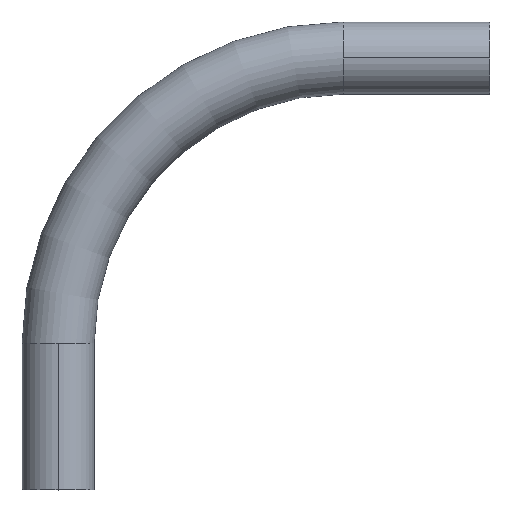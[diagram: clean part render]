
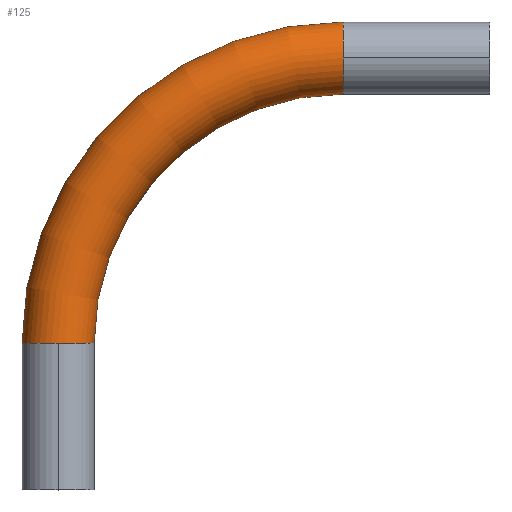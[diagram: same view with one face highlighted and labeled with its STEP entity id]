
A CAD part, top view. The second image highlights one B-rep face of the part: STEP entity #125.
In plain terms, the highlighted toroidal (fillet/blend) face has major radius 170 mm and minor radius 21.5 mm.
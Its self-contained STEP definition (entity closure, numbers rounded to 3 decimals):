
#6 = CARTESIAN_POINT ( 'NONE',  ( 0., 170., 0. ) ) ;
#11 = CIRCLE ( 'NONE', #177, 21.5 ) ;
#15 = EDGE_CURVE ( 'NONE', #408, #227, #596, .T. ) ;
#21 = ORIENTED_EDGE ( 'NONE', *, *, #527, .T. ) ;
#42 = VERTEX_POINT ( 'NONE', #781 ) ;
#55 = AXIS2_PLACEMENT_3D ( 'NONE', #355, #474, #555 ) ;
#67 = DIRECTION ( 'NONE',  ( 0., 0., 1. ) ) ;
#76 = EDGE_CURVE ( 'NONE', #227, #769, #173, .T. ) ;
#100 = ORIENTED_EDGE ( 'NONE', *, *, #597, .T. ) ;
#109 = AXIS2_PLACEMENT_3D ( 'NONE', #400, #640, #590 ) ;
#110 = ORIENTED_EDGE ( 'NONE', *, *, #76, .F. ) ;
#118 = AXIS2_PLACEMENT_3D ( 'NONE', #6, #318, #67 ) ;
#125 = ADVANCED_FACE ( 'NONE', ( #450 ), #437, .T. ) ;
#126 = CARTESIAN_POINT ( 'NONE',  ( -170., 0., 21.5 ) ) ;
#165 = CIRCLE ( 'NONE', #118, 21.5 ) ;
#173 = CIRCLE ( 'NONE', #691, 191.5 ) ;
#176 = DIRECTION ( 'NONE',  ( 0., 0., 1. ) ) ;
#177 = AXIS2_PLACEMENT_3D ( 'NONE', #734, #244, #426 ) ;
#193 = CARTESIAN_POINT ( 'NONE',  ( -148.5, 0., 0. ) ) ;
#209 = CARTESIAN_POINT ( 'NONE',  ( 0., 0., 0. ) ) ;
#227 = VERTEX_POINT ( 'NONE', #624 ) ;
#244 = DIRECTION ( 'NONE',  ( 0., -1., 0. ) ) ;
#276 = CARTESIAN_POINT ( 'NONE',  ( 0., 148.5, 0. ) ) ;
#283 = VERTEX_POINT ( 'NONE', #276 ) ;
#296 = EDGE_LOOP ( 'NONE', ( #110, #512, #460, #21, #744, #100 ) ) ;
#318 = DIRECTION ( 'NONE',  ( -1., 0., 0. ) ) ;
#355 = CARTESIAN_POINT ( 'NONE',  ( 0., 0., 0. ) ) ;
#387 = DIRECTION ( 'NONE',  ( -1., 0., 0. ) ) ;
#393 = DIRECTION ( 'NONE',  ( -1., 0., 0. ) ) ;
#400 = CARTESIAN_POINT ( 'NONE',  ( -170., 0., 0. ) ) ;
#408 = VERTEX_POINT ( 'NONE', #126 ) ;
#426 = DIRECTION ( 'NONE',  ( 0., 0., 1. ) ) ;
#437 = TOROIDAL_SURFACE ( 'NONE', #764, 170., 21.5 ) ;
#450 = FACE_OUTER_BOUND ( 'NONE', #296, .T. ) ;
#460 = ORIENTED_EDGE ( 'NONE', *, *, #550, .F. ) ;
#468 = EDGE_CURVE ( 'NONE', #283, #42, #165, .T. ) ;
#474 = DIRECTION ( 'NONE',  ( 0., 0., -1. ) ) ;
#512 = ORIENTED_EDGE ( 'NONE', *, *, #15, .F. ) ;
#527 = EDGE_CURVE ( 'NONE', #740, #283, #755, .T. ) ;
#529 = CIRCLE ( 'NONE', #592, 21.5 ) ;
#549 = CARTESIAN_POINT ( 'NONE',  ( 0., 191.5, 0. ) ) ;
#550 = EDGE_CURVE ( 'NONE', #740, #408, #11, .T. ) ;
#555 = DIRECTION ( 'NONE',  ( -1., 0., 0. ) ) ;
#577 = DIRECTION ( 'NONE',  ( 0., 0., -1. ) ) ;
#586 = DIRECTION ( 'NONE',  ( 0., 0., -1. ) ) ;
#590 = DIRECTION ( 'NONE',  ( 0., 0., 1. ) ) ;
#592 = AXIS2_PLACEMENT_3D ( 'NONE', #612, #683, #176 ) ;
#596 = CIRCLE ( 'NONE', #109, 21.5 ) ;
#597 = EDGE_CURVE ( 'NONE', #42, #769, #529, .T. ) ;
#612 = CARTESIAN_POINT ( 'NONE',  ( 0., 170., 0. ) ) ;
#624 = CARTESIAN_POINT ( 'NONE',  ( -191.5, 0., 0. ) ) ;
#640 = DIRECTION ( 'NONE',  ( 0., -1., 0. ) ) ;
#644 = CARTESIAN_POINT ( 'NONE',  ( 0., 0., 0. ) ) ;
#683 = DIRECTION ( 'NONE',  ( -1., 0., 0. ) ) ;
#691 = AXIS2_PLACEMENT_3D ( 'NONE', #209, #577, #387 ) ;
#734 = CARTESIAN_POINT ( 'NONE',  ( -170., 0., 0. ) ) ;
#740 = VERTEX_POINT ( 'NONE', #193 ) ;
#744 = ORIENTED_EDGE ( 'NONE', *, *, #468, .T. ) ;
#755 = CIRCLE ( 'NONE', #55, 148.5 ) ;
#764 = AXIS2_PLACEMENT_3D ( 'NONE', #644, #586, #393 ) ;
#769 = VERTEX_POINT ( 'NONE', #549 ) ;
#781 = CARTESIAN_POINT ( 'NONE',  ( 0., 170., 21.5 ) ) ;
